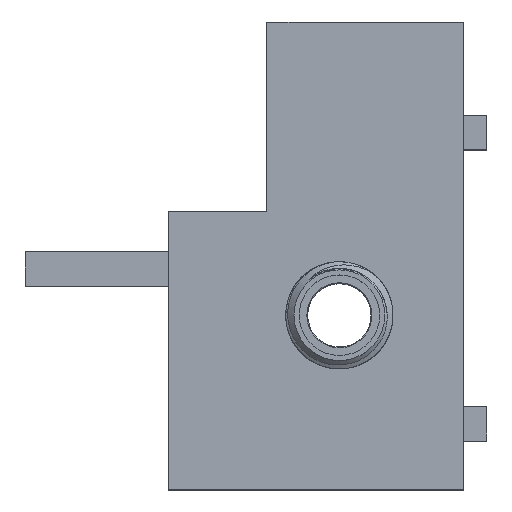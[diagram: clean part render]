
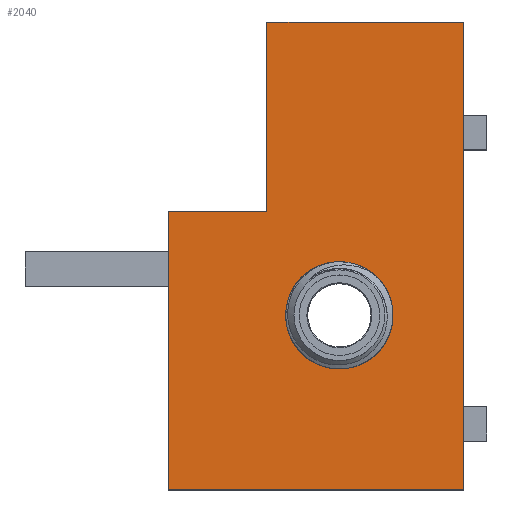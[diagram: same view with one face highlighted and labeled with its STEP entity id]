
A CAD part, top view. The second image highlights one B-rep face of the part: STEP entity #2040.
In plain terms, the highlighted planar face has unit normal (0, 0, 1).
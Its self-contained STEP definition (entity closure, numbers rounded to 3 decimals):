
#89=FACE_BOUND('',#242,.T.);
#98=CIRCLE('',#2178,2.65);
#122=FACE_OUTER_BOUND('',#241,.T.);
#241=EDGE_LOOP('',(#1345,#1346,#1347,#1348,#1349,#1350));
#242=EDGE_LOOP('',(#1351));
#373=LINE('',#2823,#608);
#375=LINE('',#2828,#610);
#376=LINE('',#2829,#611);
#377=LINE('',#2831,#612);
#378=LINE('',#2833,#613);
#379=LINE('',#2834,#614);
#608=VECTOR('',#2317,10.);
#610=VECTOR('',#2321,10.);
#611=VECTOR('',#2322,10.);
#612=VECTOR('',#2323,10.);
#613=VECTOR('',#2324,10.);
#614=VECTOR('',#2325,10.);
#843=VERTEX_POINT('',#2820);
#844=VERTEX_POINT('',#2822);
#845=VERTEX_POINT('',#2826);
#846=VERTEX_POINT('',#2827);
#847=VERTEX_POINT('',#2830);
#848=VERTEX_POINT('',#2832);
#849=VERTEX_POINT('',#2835);
#1041=EDGE_CURVE('',#843,#844,#373,.T.);
#1043=EDGE_CURVE('',#845,#846,#375,.T.);
#1044=EDGE_CURVE('',#846,#844,#376,.F.);
#1045=EDGE_CURVE('',#847,#843,#377,.T.);
#1046=EDGE_CURVE('',#847,#848,#378,.T.);
#1047=EDGE_CURVE('',#848,#845,#379,.T.);
#1048=EDGE_CURVE('',#849,#849,#98,.T.);
#1345=ORIENTED_EDGE('',*,*,#1043,.T.);
#1346=ORIENTED_EDGE('',*,*,#1044,.T.);
#1347=ORIENTED_EDGE('',*,*,#1041,.F.);
#1348=ORIENTED_EDGE('',*,*,#1045,.F.);
#1349=ORIENTED_EDGE('',*,*,#1046,.T.);
#1350=ORIENTED_EDGE('',*,*,#1047,.T.);
#1351=ORIENTED_EDGE('',*,*,#1048,.F.);
#1943=PLANE('',#2177);
#2040=ADVANCED_FACE('',(#122,#89),#1943,.T.);
#2177=AXIS2_PLACEMENT_3D('',#2825,#2319,#2320);
#2178=AXIS2_PLACEMENT_3D('',#2836,#2326,#2327);
#2317=DIRECTION('',(-1.,0.,0.));
#2319=DIRECTION('center_axis',(0.,0.,1.));
#2320=DIRECTION('ref_axis',(1.,0.,0.));
#2321=DIRECTION('',(-1.,0.,0.));
#2322=DIRECTION('',(0.,1.,0.));
#2323=DIRECTION('',(0.,-1.,0.));
#2324=DIRECTION('',(-1.,0.,0.));
#2325=DIRECTION('',(0.,-1.,0.));
#2326=DIRECTION('center_axis',(0.,0.,1.));
#2327=DIRECTION('ref_axis',(-0.766,-0.643,0.));
#2820=CARTESIAN_POINT('',(6.745,-38.992,4.));
#2822=CARTESIAN_POINT('',(-10.5,-38.992,4.));
#2823=CARTESIAN_POINT('',(6.762,-38.992,4.));
#2825=CARTESIAN_POINT('Origin',(-1.874,-25.261,4.));
#2826=CARTESIAN_POINT('',(-4.75,-22.755,4.));
#2827=CARTESIAN_POINT('',(-10.5,-22.755,4.));
#2828=CARTESIAN_POINT('',(-10.509,-22.755,4.));
#2829=CARTESIAN_POINT('',(-10.5,-24.008,4.));
#2830=CARTESIAN_POINT('',(6.745,-11.675,4.));
#2831=CARTESIAN_POINT('',(6.745,-32.053,4.));
#2832=CARTESIAN_POINT('',(-4.748,-11.675,4.));
#2833=CARTESIAN_POINT('',(-4.748,-11.675,4.));
#2834=CARTESIAN_POINT('',(-4.75,-22.755,4.));
#2835=CARTESIAN_POINT('',(1.513,-27.103,4.));
#2836=CARTESIAN_POINT('Origin',(-0.517,-28.806,4.));
